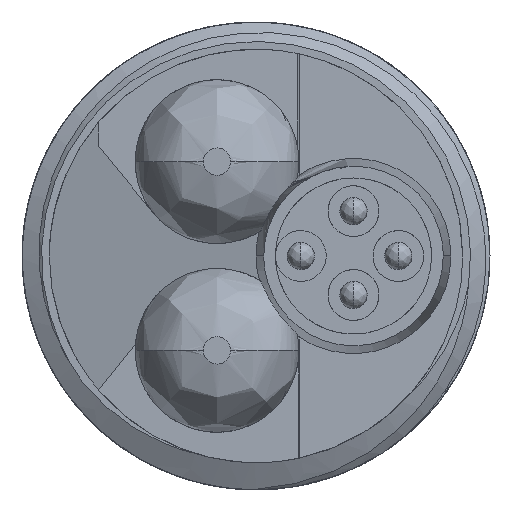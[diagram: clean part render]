
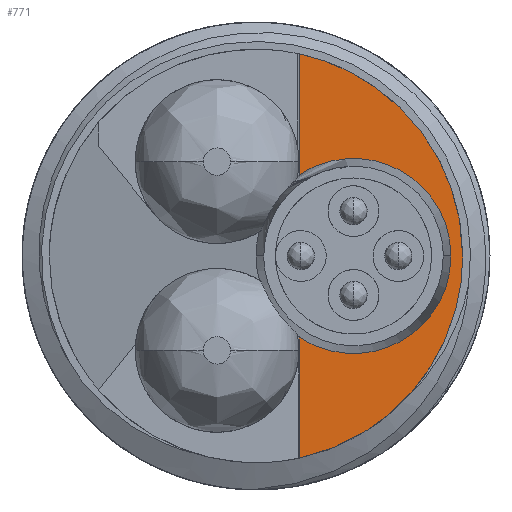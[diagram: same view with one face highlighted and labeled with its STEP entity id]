
A CAD part, front view. The second image highlights one B-rep face of the part: STEP entity #771.
In plain terms, the highlighted free-form (B-spline) face has degree [1, 1] with [2, 2] control points.
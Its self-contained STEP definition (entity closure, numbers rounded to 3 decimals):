
#460=CARTESIAN_POINT('',(1.108,-1.77,2.077));
#461=VERTEX_POINT('',#460);
#462=CARTESIAN_POINT('',(1.108,-1.77,5.183));
#463=VERTEX_POINT('',#462);
#464=CARTESIAN_POINT('',(1.108,-1.77,2.077));
#465=CARTESIAN_POINT('',(1.108,-1.77,5.183));
#466=B_SPLINE_CURVE_WITH_KNOTS('',1,(#464,#465),.POLYLINE_FORM.,.F.,.U.,(2,2),(0.,1.),.UNSPECIFIED.);
#467=EDGE_CURVE('',#461,#463,#466,.T.);
#578=CARTESIAN_POINT('',(1.104,-1.769,-5.184));
#579=VERTEX_POINT('',#578);
#585=CARTESIAN_POINT('',(1.108,-1.77,-2.077));
#586=VERTEX_POINT('',#585);
#587=CARTESIAN_POINT('',(1.108,-1.77,-5.183));
#588=CARTESIAN_POINT('',(1.108,-1.77,-2.077));
#589=B_SPLINE_CURVE_WITH_KNOTS('',1,(#587,#588),.POLYLINE_FORM.,.F.,.U.,(2,2),(0.,1.),.UNSPECIFIED.);
#590=EDGE_CURVE('',#579,#586,#589,.T.);
#721=CARTESIAN_POINT('',(5.,-1.77,0.));
#722=VERTEX_POINT('',#721);
#728=CARTESIAN_POINT('',(5.,-1.77,0.));
#729=CARTESIAN_POINT('',(5.,-1.77,1.5));
#730=CARTESIAN_POINT('',(3.677,-1.77,2.206));
#731=CARTESIAN_POINT('',(2.354,-1.77,2.912));
#732=CARTESIAN_POINT('',(1.108,-1.77,2.077));
#733=(BOUNDED_CURVE()B_SPLINE_CURVE(2,(#728,#729,#730,#731,#732),.CIRCULAR_ARC.,.F.,.U.)B_SPLINE_CURVE_WITH_KNOTS((3,2,3),(0.,0.5,1.),.UNSPECIFIED.)CURVE()GEOMETRIC_REPRESENTATION_ITEM()RATIONAL_B_SPLINE_CURVE((1.,0.858,1.,0.858,1.))REPRESENTATION_ITEM(''));
#734=EDGE_CURVE('',#722,#461,#733,.T.);
#739=CARTESIAN_POINT('',(-14.385,-1.77,-14.385));
#740=CARTESIAN_POINT('',(-14.385,-1.77,14.385));
#741=CARTESIAN_POINT('',(14.385,-1.77,-14.385));
#742=CARTESIAN_POINT('',(14.385,-1.77,14.385));
#743=B_SPLINE_SURFACE_WITH_KNOTS('',1,1,((#739,#740),(#741,#742)),.PLANE_SURF.,.F.,.F.,.U.,(2,2),(2,2),(0.,1.),(0.,1.),.UNSPECIFIED.);
#744=CARTESIAN_POINT('',(5.,-1.77,0.));
#745=CARTESIAN_POINT('',(5.,-1.77,-1.5));
#746=CARTESIAN_POINT('',(3.677,-1.77,-2.206));
#747=CARTESIAN_POINT('',(2.354,-1.77,-2.912));
#748=CARTESIAN_POINT('',(1.108,-1.77,-2.077));
#749=(BOUNDED_CURVE()B_SPLINE_CURVE(2,(#744,#745,#746,#747,#748),.CIRCULAR_ARC.,.F.,.U.)B_SPLINE_CURVE_WITH_KNOTS((3,2,3),(0.,0.5,1.),.UNSPECIFIED.)CURVE()GEOMETRIC_REPRESENTATION_ITEM()RATIONAL_B_SPLINE_CURVE((1.,0.858,1.,0.858,1.))REPRESENTATION_ITEM(''));
#750=EDGE_CURVE('',#722,#586,#749,.T.);
#751=ORIENTED_EDGE('',*,*,#750,.T.);
#752=ORIENTED_EDGE('',*,*,#590,.F.);
#753=CARTESIAN_POINT('',(5.3,-1.77,0.));
#754=VERTEX_POINT('',#753);
#755=CARTESIAN_POINT('',(1.108,-1.77,-5.183));
#756=CARTESIAN_POINT('',(5.3,-1.77,-4.286));
#757=CARTESIAN_POINT('',(5.3,-1.77,0.));
#758=(BOUNDED_CURVE()B_SPLINE_CURVE(2,(#755,#756,#757),.CIRCULAR_ARC.,.F.,.U.)B_SPLINE_CURVE_WITH_KNOTS((3,3),(0.,1.),.UNSPECIFIED.)CURVE()GEOMETRIC_REPRESENTATION_ITEM()RATIONAL_B_SPLINE_CURVE((1.,0.778,1.))REPRESENTATION_ITEM(''));
#759=EDGE_CURVE('',#579,#754,#758,.T.);
#760=ORIENTED_EDGE('',*,*,#759,.T.);
#761=CARTESIAN_POINT('',(5.3,-1.77,0.));
#762=CARTESIAN_POINT('',(5.3,-1.77,4.286));
#763=CARTESIAN_POINT('',(1.108,-1.77,5.183));
#764=(BOUNDED_CURVE()B_SPLINE_CURVE(2,(#761,#762,#763),.CIRCULAR_ARC.,.F.,.U.)B_SPLINE_CURVE_WITH_KNOTS((3,3),(0.,1.),.UNSPECIFIED.)CURVE()GEOMETRIC_REPRESENTATION_ITEM()RATIONAL_B_SPLINE_CURVE((1.,0.778,1.))REPRESENTATION_ITEM(''));
#765=EDGE_CURVE('',#754,#463,#764,.T.);
#766=ORIENTED_EDGE('',*,*,#765,.T.);
#767=ORIENTED_EDGE('',*,*,#467,.F.);
#768=ORIENTED_EDGE('',*,*,#734,.F.);
#769=EDGE_LOOP('',(#751,#752,#760,#766,#767,#768));
#770=FACE_OUTER_BOUND('',#769,.T.);
#771=ADVANCED_FACE('',(#770),#743,.T.);
